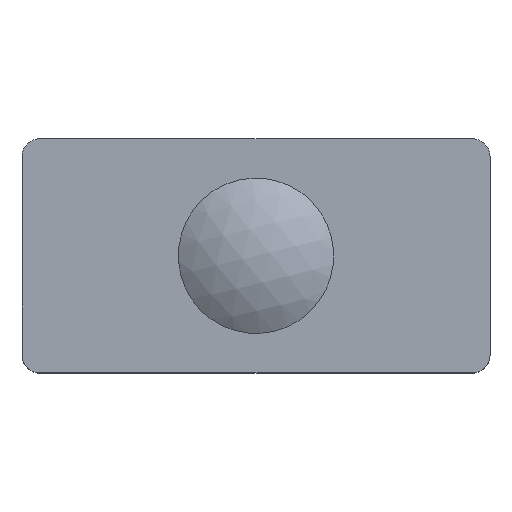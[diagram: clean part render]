
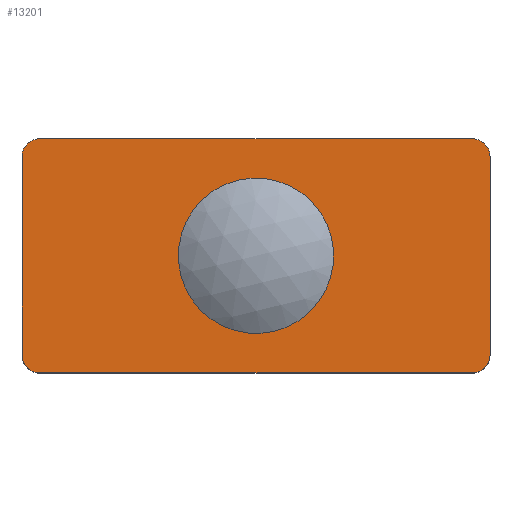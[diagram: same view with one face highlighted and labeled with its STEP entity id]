
A CAD part, top view. The second image highlights one B-rep face of the part: STEP entity #13201.
In plain terms, the highlighted planar face has unit normal (0, 0, 1).
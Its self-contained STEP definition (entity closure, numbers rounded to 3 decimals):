
#125 = EDGE_LOOP ( 'NONE', ( #30115 ) ) ;
#292 = CIRCLE ( 'NONE', #29312, 1.5 ) ;
#538 = EDGE_CURVE ( 'NONE', #19804, #10784, #292, .T. ) ;
#1170 = CIRCLE ( 'NONE', #24424, 1.5 ) ;
#1314 = ORIENTED_EDGE ( 'NONE', *, *, #11889, .T. ) ;
#1578 = ORIENTED_EDGE ( 'NONE', *, *, #27743, .T. ) ;
#1649 = AXIS2_PLACEMENT_3D ( 'NONE', #29852, #24786, #10589 ) ;
#1663 = CARTESIAN_POINT ( 'NONE',  ( -20., 10., 0. ) ) ;
#1842 = CARTESIAN_POINT ( 'NONE',  ( 18.5, 8.5, 0. ) ) ;
#1941 = CARTESIAN_POINT ( 'NONE',  ( 20., 10., 0. ) ) ;
#2070 = DIRECTION ( 'NONE',  ( 1., 0., 0. ) ) ;
#3196 = CARTESIAN_POINT ( 'NONE',  ( 18.5, -10., 0. ) ) ;
#3791 = EDGE_CURVE ( 'NONE', #10784, #8129, #11637, .T. ) ;
#4153 = AXIS2_PLACEMENT_3D ( 'NONE', #8269, #17947, #27451 ) ;
#4747 = CARTESIAN_POINT ( 'NONE',  ( 20., -8.5, 0. ) ) ;
#6933 = CARTESIAN_POINT ( 'NONE',  ( 20., 8.5, 0. ) ) ;
#7459 = ORIENTED_EDGE ( 'NONE', *, *, #8302, .T. ) ;
#7476 = EDGE_CURVE ( 'NONE', #26640, #26640, #7674, .T. ) ;
#7674 = CIRCLE ( 'NONE', #4153, 6.25 ) ;
#8091 = VECTOR ( 'NONE', #29170, 1000. ) ;
#8129 = VERTEX_POINT ( 'NONE', #6933 ) ;
#8269 = CARTESIAN_POINT ( 'NONE',  ( 0., 0., 0. ) ) ;
#8302 = EDGE_CURVE ( 'NONE', #29822, #15000, #27256, .T. ) ;
#8814 = DIRECTION ( 'NONE',  ( 0., 0., 1. ) ) ;
#9072 = CIRCLE ( 'NONE', #1649, 1.5 ) ;
#10078 = CARTESIAN_POINT ( 'NONE',  ( 18.5, 10., 0. ) ) ;
#10589 = DIRECTION ( 'NONE',  ( 1., 0., 0. ) ) ;
#10784 = VERTEX_POINT ( 'NONE', #4747 ) ;
#11609 = VERTEX_POINT ( 'NONE', #16399 ) ;
#11617 = EDGE_CURVE ( 'NONE', #8129, #16671, #20871, .T. ) ;
#11637 = LINE ( 'NONE', #1941, #27072 ) ;
#11691 = CARTESIAN_POINT ( 'NONE',  ( -18.5, -8.5, 0. ) ) ;
#11889 = EDGE_CURVE ( 'NONE', #20688, #19804, #26176, .T. ) ;
#12065 = ORIENTED_EDGE ( 'NONE', *, *, #3791, .T. ) ;
#13201 = ADVANCED_FACE ( 'NONE', ( #30663, #21940 ), #15567, .T. ) ;
#13337 = CARTESIAN_POINT ( 'NONE',  ( 0., 0., 0. ) ) ;
#14149 = EDGE_LOOP ( 'NONE', ( #7459, #1578, #1314, #15959, #12065, #20152, #21850, #24977 ) ) ;
#14514 = LINE ( 'NONE', #17069, #8091 ) ;
#14680 = DIRECTION ( 'NONE',  ( 1., 0., 0. ) ) ;
#15000 = VERTEX_POINT ( 'NONE', #26078 ) ;
#15451 = CARTESIAN_POINT ( 'NONE',  ( 6.25, 0., 0. ) ) ;
#15567 = PLANE ( 'NONE',  #23791 ) ;
#15949 = VECTOR ( 'NONE', #28027, 1000. ) ;
#15959 = ORIENTED_EDGE ( 'NONE', *, *, #538, .T. ) ;
#16399 = CARTESIAN_POINT ( 'NONE',  ( -18.5, 10., 0. ) ) ;
#16534 = DIRECTION ( 'NONE',  ( 0., 0., 1. ) ) ;
#16671 = VERTEX_POINT ( 'NONE', #10078 ) ;
#16708 = EDGE_CURVE ( 'NONE', #11609, #29822, #9072, .T. ) ;
#17069 = CARTESIAN_POINT ( 'NONE',  ( -20., 10., 0. ) ) ;
#17947 = DIRECTION ( 'NONE',  ( 0., 0., 1. ) ) ;
#18164 = DIRECTION ( 'NONE',  ( 0., 0., 1. ) ) ;
#18225 = VECTOR ( 'NONE', #14680, 1000. ) ;
#18585 = DIRECTION ( 'NONE',  ( 0., 0., 1. ) ) ;
#18696 = DIRECTION ( 'NONE',  ( 1., 0., 0. ) ) ;
#18795 = DIRECTION ( 'NONE',  ( 0., 1., 0. ) ) ;
#18851 = CARTESIAN_POINT ( 'NONE',  ( -18.5, -10., 0. ) ) ;
#19804 = VERTEX_POINT ( 'NONE', #3196 ) ;
#20152 = ORIENTED_EDGE ( 'NONE', *, *, #11617, .T. ) ;
#20688 = VERTEX_POINT ( 'NONE', #18851 ) ;
#20871 = CIRCLE ( 'NONE', #23384, 1.5 ) ;
#21850 = ORIENTED_EDGE ( 'NONE', *, *, #24346, .T. ) ;
#21940 = FACE_OUTER_BOUND ( 'NONE', #14149, .T. ) ;
#23384 = AXIS2_PLACEMENT_3D ( 'NONE', #1842, #18585, #18696 ) ;
#23791 = AXIS2_PLACEMENT_3D ( 'NONE', #13337, #18164, #25564 ) ;
#24346 = EDGE_CURVE ( 'NONE', #16671, #11609, #14514, .T. ) ;
#24424 = AXIS2_PLACEMENT_3D ( 'NONE', #11691, #16534, #2070 ) ;
#24786 = DIRECTION ( 'NONE',  ( 0., 0., 1. ) ) ;
#24977 = ORIENTED_EDGE ( 'NONE', *, *, #16708, .T. ) ;
#25013 = CARTESIAN_POINT ( 'NONE',  ( -20., 8.5, 0. ) ) ;
#25564 = DIRECTION ( 'NONE',  ( 1., 0., 0. ) ) ;
#25652 = DIRECTION ( 'NONE',  ( 1., 0., 0. ) ) ;
#26078 = CARTESIAN_POINT ( 'NONE',  ( -20., -8.5, 0. ) ) ;
#26176 = LINE ( 'NONE', #29122, #18225 ) ;
#26640 = VERTEX_POINT ( 'NONE', #15451 ) ;
#27072 = VECTOR ( 'NONE', #18795, 1000. ) ;
#27256 = LINE ( 'NONE', #1663, #15949 ) ;
#27451 = DIRECTION ( 'NONE',  ( 1., 0., 0. ) ) ;
#27743 = EDGE_CURVE ( 'NONE', #15000, #20688, #1170, .T. ) ;
#28027 = DIRECTION ( 'NONE',  ( 0., -1., 0. ) ) ;
#29122 = CARTESIAN_POINT ( 'NONE',  ( -20., -10., 0. ) ) ;
#29170 = DIRECTION ( 'NONE',  ( -1., 0., 0. ) ) ;
#29312 = AXIS2_PLACEMENT_3D ( 'NONE', #30088, #8814, #25652 ) ;
#29822 = VERTEX_POINT ( 'NONE', #25013 ) ;
#29852 = CARTESIAN_POINT ( 'NONE',  ( -18.5, 8.5, 0. ) ) ;
#30088 = CARTESIAN_POINT ( 'NONE',  ( 18.5, -8.5, 0. ) ) ;
#30115 = ORIENTED_EDGE ( 'NONE', *, *, #7476, .F. ) ;
#30663 = FACE_BOUND ( 'NONE', #125, .T. ) ;
